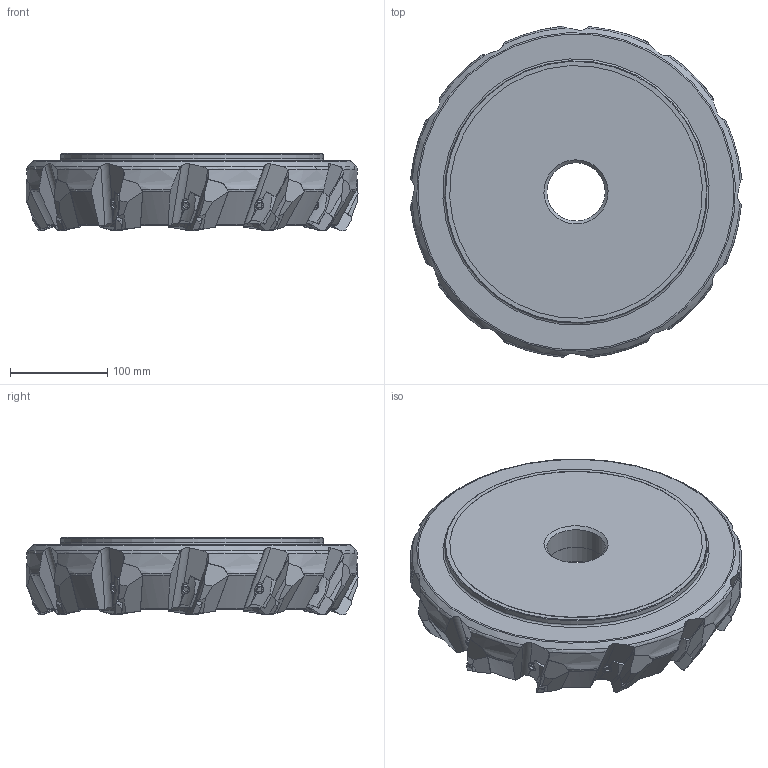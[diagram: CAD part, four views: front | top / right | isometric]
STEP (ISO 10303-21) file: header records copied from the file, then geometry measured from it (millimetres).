
FILE_DESCRIPTION(/* description */ (''),/* implementation_level */ '2;1');
FILE_NAME(/* name */ '1558607487224.stp',/* time_stamp */ '2019-05-23T16:01:40+06:00',/* author */ (''),/* organization */ ('SMS'),/* preprocessor_version */ 'ST-DEVELOPER v15',/* originating_system */ 'SIEMENS PLM Software NX 8.5',/* authorisation */ '');
FILE_SCHEMA (('AUTOMOTIVE_DESIGN { 1 0 10303 214 3 1 1 1 }'));
Length unit declared in the file: millimetre
Products named in the file (4): ASSEMBLY_CONSTRUCTION; 202246444mod000_01; 202272886mod000_00; 202273127mod000_00
Assembly tree (14 placements, depth 2):
  202273127mod000_00
    202272886mod000_00
    202246444mod000_01  x12
    ASSEMBLY_CONSTRUCTION
Bounding box: 341.56 x 341.56 x 79.98 mm (x, y, z)
Volume: 4523940.9 mm3; surface area: 281437.9 mm2
Topology: 13 solids, 13 shells, 1233 faces, 3579 edges, 2430 vertices
Faces by surface type: plane 882, cylinder 257, torus 53, cone 41
Full cylindrical faces by diameter (mm): 60.015 x1, 60.3 x1, 215 x1, 260 x1, 270 x1
Entity records: 34660 total; most frequent: CARTESIAN_POINT 8750, ORIENTED_EDGE 5728, DIRECTION 4866, EDGE_CURVE 2864, VERTEX_POINT 1920, LINE 1736, VECTOR 1736, AXIS2_PLACEMENT_3D 1565
